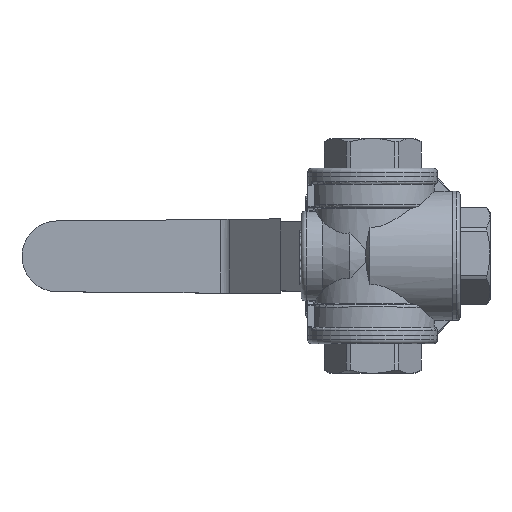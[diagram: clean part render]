
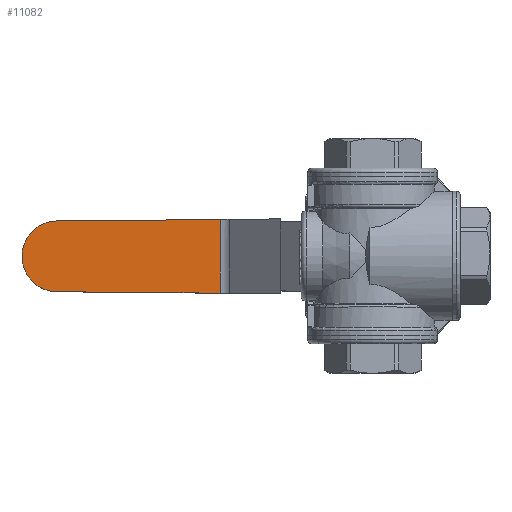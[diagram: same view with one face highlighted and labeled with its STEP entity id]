
A CAD part, top view. The second image highlights one B-rep face of the part: STEP entity #11082.
In plain terms, the highlighted planar face has unit normal (0, 0, 1).
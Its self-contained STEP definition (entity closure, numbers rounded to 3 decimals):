
#967=LINE('',#30265,#1898);
#973=LINE('',#30281,#1904);
#976=LINE('',#30289,#1907);
#977=LINE('',#30293,#1908);
#1898=VECTOR('',#14250,1000.);
#1904=VECTOR('',#14264,1000.);
#1907=VECTOR('',#14273,1000.);
#1908=VECTOR('',#14278,1000.);
#2770=PLANE('',#11926);
#5781=ORIENTED_EDGE('',*,*,#7506,.T.);
#5782=ORIENTED_EDGE('',*,*,#7511,.T.);
#5783=ORIENTED_EDGE('',*,*,#7512,.F.);
#5784=ORIENTED_EDGE('',*,*,#7513,.T.);
#5785=ORIENTED_EDGE('',*,*,#7498,.F.);
#5786=ORIENTED_EDGE('',*,*,#7510,.T.);
#7498=EDGE_CURVE('',#8633,#8634,#967,.T.);
#7506=EDGE_CURVE('',#8640,#8639,#973,.T.);
#7510=EDGE_CURVE('',#8633,#8640,#976,.T.);
#7511=EDGE_CURVE('',#8639,#8642,#8955,.T.);
#7512=EDGE_CURVE('',#8643,#8642,#977,.T.);
#7513=EDGE_CURVE('',#8643,#8634,#8956,.T.);
#8633=VERTEX_POINT('',#30264);
#8634=VERTEX_POINT('',#30266);
#8639=VERTEX_POINT('',#30280);
#8640=VERTEX_POINT('',#30282);
#8642=VERTEX_POINT('',#30292);
#8643=VERTEX_POINT('',#30294);
#8955=CIRCLE('',#11927,13.);
#8956=CIRCLE('',#11928,13.);
#9677=EDGE_LOOP('',(#5781,#5782,#5783,#5784,#5785,#5786));
#10426=FACE_BOUND('',#9677,.T.);
#11082=ADVANCED_FACE('',(#10426),#2770,.T.);
#11926=AXIS2_PLACEMENT_3D('',#30290,#14274,#14275);
#11927=AXIS2_PLACEMENT_3D('',#30291,#14276,#14277);
#11928=AXIS2_PLACEMENT_3D('',#30295,#14279,#14280);
#14250=DIRECTION('',(-1.,0.009,0.));
#14264=DIRECTION('',(-1.,-0.009,0.));
#14273=DIRECTION('',(0.,1.,0.));
#14274=DIRECTION('',(0.,0.,1.));
#14275=DIRECTION('',(1.,0.,0.));
#14276=DIRECTION('',(0.,0.,1.));
#14277=DIRECTION('',(-0.009,1.,0.));
#14278=DIRECTION('',(0.,1.,0.));
#14279=DIRECTION('',(0.,0.,1.));
#14280=DIRECTION('',(-1.,0.,0.));
#30264=CARTESIAN_POINT('',(-56.571,-13.656,-34.));
#30265=CARTESIAN_POINT('',(-56.571,-13.656,-34.));
#30266=CARTESIAN_POINT('',(-117.116,-13.115,-34.));
#30280=CARTESIAN_POINT('',(-117.116,13.115,-34.));
#30281=CARTESIAN_POINT('',(-56.571,13.656,-34.));
#30282=CARTESIAN_POINT('',(-56.571,13.656,-34.));
#30289=CARTESIAN_POINT('',(-56.571,-13.656,-34.));
#30290=CARTESIAN_POINT('',(-130.,-14.,-34.));
#30291=CARTESIAN_POINT('',(-117.,0.116,-34.));
#30292=CARTESIAN_POINT('',(-130.,0.116,-34.));
#30293=CARTESIAN_POINT('',(-130.,-0.116,-34.));
#30294=CARTESIAN_POINT('',(-130.,-0.116,-34.));
#30295=CARTESIAN_POINT('',(-117.,-0.116,-34.));
